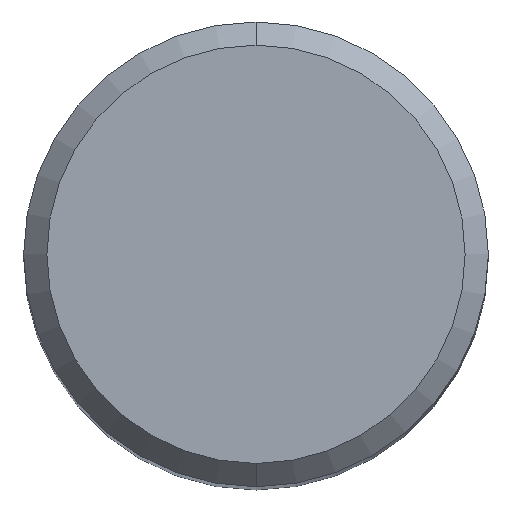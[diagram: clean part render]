
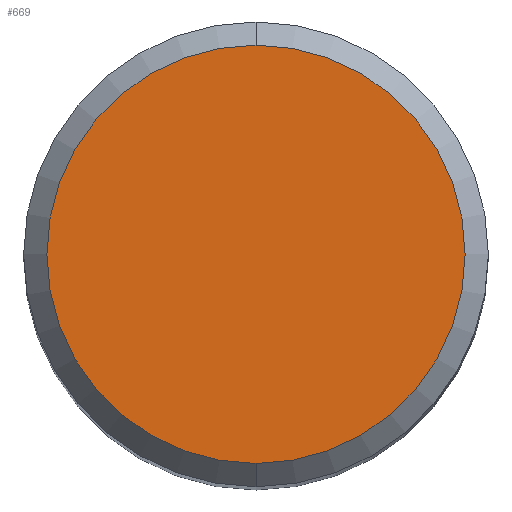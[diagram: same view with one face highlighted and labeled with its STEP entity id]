
A CAD part, top view. The second image highlights one B-rep face of the part: STEP entity #669.
In plain terms, the highlighted planar face has unit normal (0, 0, 1).
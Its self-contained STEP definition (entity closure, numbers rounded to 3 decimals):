
#479=EDGE_CURVE('',#787,#847,#1091,.T.);
#519=EDGE_CURVE('',#847,#787,#1136,.T.);
#669=ADVANCED_FACE('',(#1297),#1298,.T.);
#787=VERTEX_POINT('',#1430);
#847=VERTEX_POINT('',#1494);
#1091=CIRCLE('',#4801,7.2);
#1136=CIRCLE('',#4915,7.2);
#1297=FACE_OUTER_BOUND('',#8131,.T.);
#1298=PLANE('',#8132);
#1430=CARTESIAN_POINT('',(0.0,7.2,0.0));
#1494=CARTESIAN_POINT('',(0.,-7.2,0.0));
#4801=AXIS2_PLACEMENT_3D('',#9368,#9369,#9370);
#4915=AXIS2_PLACEMENT_3D('',#9437,#9438,#9439);
#8131=EDGE_LOOP('',(#9587,#9588));
#8132=AXIS2_PLACEMENT_3D('',#9589,#9590,#9591);
#9368=CARTESIAN_POINT('',(0.0,0.0,0.0));
#9369=DIRECTION('',(0.0,0.0,-1.0));
#9370=DIRECTION('',(0.0,1.0,0.0));
#9437=CARTESIAN_POINT('',(0.0,0.0,0.0));
#9438=DIRECTION('',(0.0,0.0,-1.0));
#9439=DIRECTION('',(0.0,1.0,0.0));
#9587=ORIENTED_EDGE('',*,*,#479,.F.);
#9588=ORIENTED_EDGE('',*,*,#519,.F.);
#9589=CARTESIAN_POINT('',(0.0,3.6,0.0));
#9590=DIRECTION('',(-0.0,0.0,1.0));
#9591=DIRECTION('',(0.0,-1.0,0.0));
